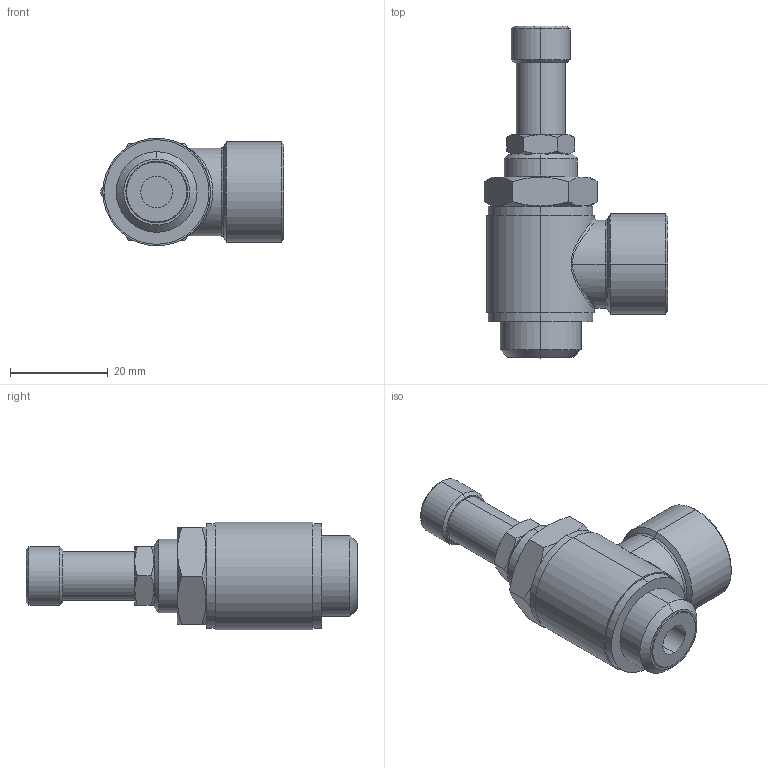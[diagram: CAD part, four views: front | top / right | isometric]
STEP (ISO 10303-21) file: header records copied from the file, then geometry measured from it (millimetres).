
FILE_DESCRIPTION (( 'STEP AP203' ), '1' );
FILE_NAME ('04300B03.STEP', '2010-04-29T12:30:00', ( '' ), ( 'sopra-pneumatic' ), 'SwSTEP 2.0', 'SolidWorks 2009', '' );
FILE_SCHEMA (( 'CONFIG_CONTROL_DESIGN' ));
Length unit declared in the file: millimetre
Products named in the file (1): 04300B03
Bounding box: 37.55 x 67.89 x 22 mm (x, y, z)
Volume: 17847.8 mm3; surface area: 6494.3 mm2
Topology: 1 solids, 3 shells, 83 faces, 177 edges, 112 vertices
Faces by surface type: plane 28, cylinder 27, cone 24, bspline 2, torus 2
Entity records: 3755 total; most frequent: CARTESIAN_POINT 1901, DIRECTION 375, ORIENTED_EDGE 354, EDGE_CURVE 177, AXIS2_PLACEMENT_3D 157, VERTEX_POINT 112, EDGE_LOOP 95, FACE_OUTER_BOUND 83
